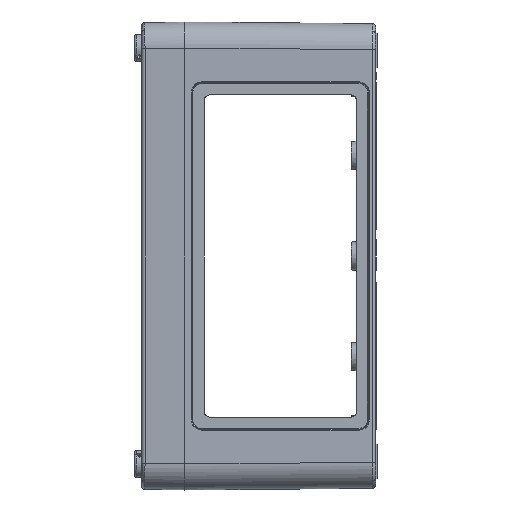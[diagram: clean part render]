
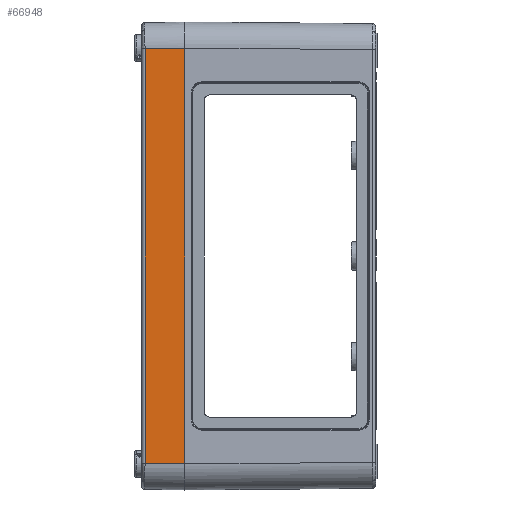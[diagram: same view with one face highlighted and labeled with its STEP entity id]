
A CAD part, left-side view. The second image highlights one B-rep face of the part: STEP entity #66948.
In plain terms, the highlighted face is planar.
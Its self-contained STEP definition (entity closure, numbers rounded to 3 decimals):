
#4929 = DIRECTION ( 'NONE',  ( 0., 0., -1. ) ) ;
#4930 = VECTOR ( 'NONE', #4929, 1000. ) ;
#4932 = CARTESIAN_POINT ( 'NONE',  ( 135., 0., -135. ) ) ;
#4934 = LINE ( 'NONE', #4932, #4930 ) ;
#18477 = CARTESIAN_POINT ( 'NONE',  ( 134.598, -23.035, 119.6 ) ) ;
#19430 = DIRECTION ( 'NONE',  ( 0.017, 1., 0. ) ) ;
#19431 = DIRECTION ( 'NONE',  ( 1., -0.017, 0. ) ) ;
#19432 = CARTESIAN_POINT ( 'NONE',  ( 135., 0., -135. ) ) ;
#19433 = AXIS2_PLACEMENT_3D ( 'NONE', #19432, #19431, #19430 ) ;
#19438 = PLANE ( 'NONE',  #19433 ) ;
#19441 = FACE_OUTER_BOUND ( 'NONE', #65052, .T. ) ;
#37692 = CARTESIAN_POINT ( 'NONE',  ( 134.598, -23.035, -119.6 ) ) ;
#54772 = EDGE_CURVE ( 'NONE', #101118, #100661, #4934, .T. ) ;
#62013 = CARTESIAN_POINT ( 'NONE',  ( 135., 0., -120.002 ) ) ;
#63076 = CARTESIAN_POINT ( 'NONE',  ( 135., 0., 120.002 ) ) ;
#65052 = EDGE_LOOP ( 'NONE', ( #86284, #86170, #85954, #86489 ) ) ;
#65066 = VERTEX_POINT ( 'NONE', #18477 ) ;
#66948 = ADVANCED_FACE ( 'NONE', ( #19441 ), #19438, .T. ) ;
#84461 = VERTEX_POINT ( 'NONE', #37692 ) ;
#85903 = EDGE_CURVE ( 'NONE', #84461, #100661, #115735, .T. ) ;
#85954 = ORIENTED_EDGE ( 'NONE', *, *, #85903, .T. ) ;
#86014 = EDGE_CURVE ( 'NONE', #65066, #84461, #116182, .T. ) ;
#86170 = ORIENTED_EDGE ( 'NONE', *, *, #86014, .T. ) ;
#86254 = EDGE_CURVE ( 'NONE', #101118, #65066, #117099, .T. ) ;
#86284 = ORIENTED_EDGE ( 'NONE', *, *, #86254, .T. ) ;
#86489 = ORIENTED_EDGE ( 'NONE', *, *, #54772, .F. ) ;
#100661 = VERTEX_POINT ( 'NONE', #62013 ) ;
#101118 = VERTEX_POINT ( 'NONE', #63076 ) ;
#115732 = DIRECTION ( 'NONE',  ( 0.017, 1., -0.017 ) ) ;
#115733 = VECTOR ( 'NONE', #115732, 1000. ) ;
#115734 = CARTESIAN_POINT ( 'NONE',  ( 135.005, 0.262, -120.007 ) ) ;
#115735 = LINE ( 'NONE', #115734, #115733 ) ;
#116176 = DIRECTION ( 'NONE',  ( 0., 0., -1. ) ) ;
#116178 = VECTOR ( 'NONE', #116176, 1000. ) ;
#116180 = CARTESIAN_POINT ( 'NONE',  ( 134.598, -23.035, -119.566 ) ) ;
#116182 = LINE ( 'NONE', #116180, #116178 ) ;
#117095 = DIRECTION ( 'NONE',  ( -0.017, -1., -0.017 ) ) ;
#117096 = VECTOR ( 'NONE', #117095, 1000. ) ;
#117097 = CARTESIAN_POINT ( 'NONE',  ( 134.922, -4.448, 119.925 ) ) ;
#117099 = LINE ( 'NONE', #117097, #117096 ) ;
